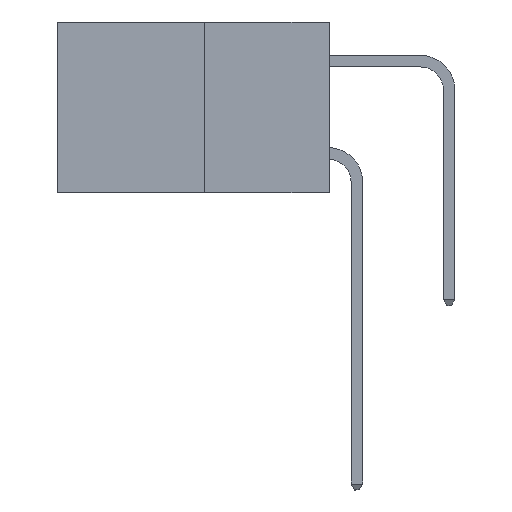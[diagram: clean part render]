
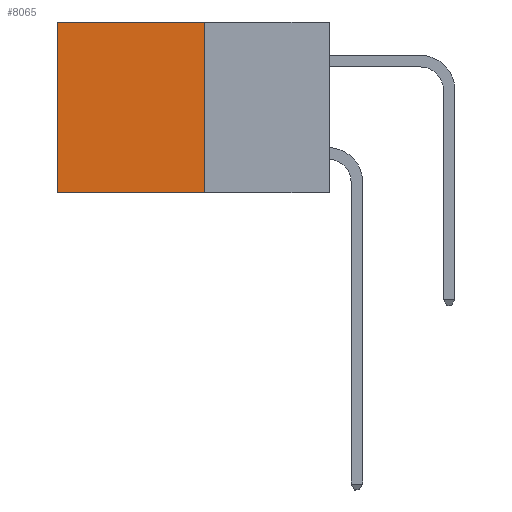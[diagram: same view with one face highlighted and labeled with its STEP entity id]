
A CAD part, left-side view. The second image highlights one B-rep face of the part: STEP entity #8065.
In plain terms, the highlighted planar face has unit normal (-1, 0, 0).
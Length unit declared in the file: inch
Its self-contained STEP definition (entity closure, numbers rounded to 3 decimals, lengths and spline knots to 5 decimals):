
#521 = CARTESIAN_POINT ( 'NONE',  ( 0.277, 0.27, -0.37 ) ) ;
#1840 = VERTEX_POINT ( 'NONE', #8739 ) ;
#2090 = DIRECTION ( 'NONE',  ( 1., 0., 0. ) ) ;
#2318 = DIRECTION ( 'NONE',  ( 0., 1., 0. ) ) ;
#2708 = CARTESIAN_POINT ( 'NONE',  ( 0.277, 0.27, -0.37 ) ) ;
#2780 = VECTOR ( 'NONE', #2318, 39.37008 ) ;
#2837 = ORIENTED_EDGE ( 'NONE', *, *, #3311, .T. ) ;
#3114 = VECTOR ( 'NONE', #7557, 39.37008 ) ;
#3176 = CARTESIAN_POINT ( 'NONE',  ( 0.277, 0.59, -0.37 ) ) ;
#3311 = EDGE_CURVE ( 'NONE', #9898, #1840, #22668, .T. ) ;
#3471 = CARTESIAN_POINT ( 'NONE',  ( 0.277, 0.27, 0. ) ) ;
#4361 = ORIENTED_EDGE ( 'NONE', *, *, #5101, .T. ) ;
#5101 = EDGE_CURVE ( 'NONE', #1840, #7836, #12593, .T. ) ;
#6234 = DIRECTION ( 'NONE',  ( 0., 0., -1. ) ) ;
#6679 = VERTEX_POINT ( 'NONE', #2708 ) ;
#7392 = PLANE ( 'NONE',  #8390 ) ;
#7557 = DIRECTION ( 'NONE',  ( 0., 0., -1. ) ) ;
#7836 = VERTEX_POINT ( 'NONE', #3176 ) ;
#8065 = ADVANCED_FACE ( 'NONE', ( #20867 ), #7392, .F. ) ;
#8123 = EDGE_CURVE ( 'NONE', #6679, #7836, #16986, .T. ) ;
#8390 = AXIS2_PLACEMENT_3D ( 'NONE', #19817, #2090, #14539 ) ;
#8739 = CARTESIAN_POINT ( 'NONE',  ( 0.277, 0.59, 0. ) ) ;
#9551 = DIRECTION ( 'NONE',  ( 0., 1., 0. ) ) ;
#9898 = VERTEX_POINT ( 'NONE', #3471 ) ;
#10099 = ORIENTED_EDGE ( 'NONE', *, *, #8123, .F. ) ;
#10670 = LINE ( 'NONE', #18605, #14845 ) ;
#10811 = EDGE_CURVE ( 'NONE', #9898, #6679, #10670, .T. ) ;
#10980 = CARTESIAN_POINT ( 'NONE',  ( 0.277, 0.59, -0.37 ) ) ;
#12593 = LINE ( 'NONE', #10980, #3114 ) ;
#13236 = VECTOR ( 'NONE', #9551, 39.37008 ) ;
#13602 = ORIENTED_EDGE ( 'NONE', *, *, #10811, .F. ) ;
#14539 = DIRECTION ( 'NONE',  ( 0., 0., -1. ) ) ;
#14845 = VECTOR ( 'NONE', #6234, 39.37008 ) ;
#16986 = LINE ( 'NONE', #521, #2780 ) ;
#18418 = CARTESIAN_POINT ( 'NONE',  ( 0.277, 0.27, 0. ) ) ;
#18605 = CARTESIAN_POINT ( 'NONE',  ( 0.277, 0.27, -0.37 ) ) ;
#19817 = CARTESIAN_POINT ( 'NONE',  ( 0.277, 0.27, -0.37 ) ) ;
#20867 = FACE_OUTER_BOUND ( 'NONE', #22044, .T. ) ;
#22044 = EDGE_LOOP ( 'NONE', ( #4361, #10099, #13602, #2837 ) ) ;
#22668 = LINE ( 'NONE', #18418, #13236 ) ;
